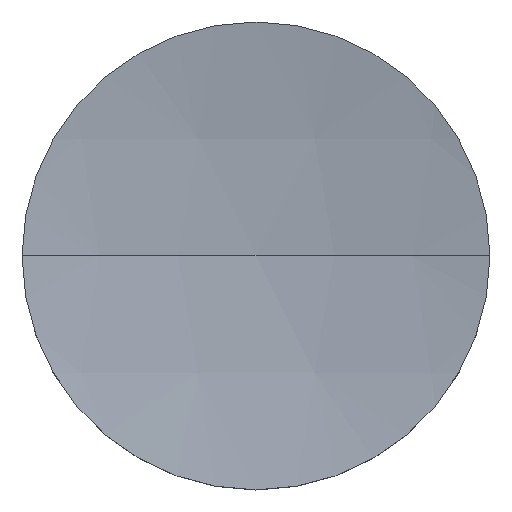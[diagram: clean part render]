
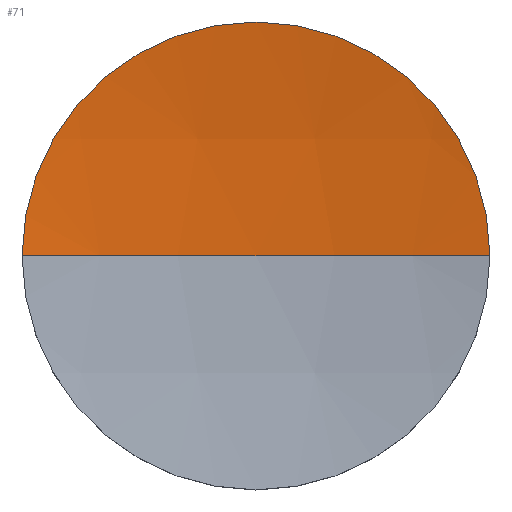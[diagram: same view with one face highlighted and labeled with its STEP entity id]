
A CAD part, top view. The second image highlights one B-rep face of the part: STEP entity #71.
In plain terms, the highlighted spherical face has radius 150 mm.
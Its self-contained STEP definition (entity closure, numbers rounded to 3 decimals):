
#3 = CIRCLE ( 'NONE', #115, 150. ) ;
#6 = VERTEX_POINT ( 'NONE', #28 ) ;
#12 = CIRCLE ( 'NONE', #77, 150. ) ;
#20 = CIRCLE ( 'NONE', #149, 25.4 ) ;
#24 = ORIENTED_EDGE ( 'NONE', *, *, #159, .T. ) ;
#28 = CARTESIAN_POINT ( 'NONE',  ( 25.4, 0., 10. ) ) ;
#30 = CARTESIAN_POINT ( 'NONE',  ( 0., 0., 10. ) ) ;
#32 = EDGE_CURVE ( 'NONE', #6, #78, #3, .T. ) ;
#44 = DIRECTION ( 'NONE',  ( 1., 0., 0. ) ) ;
#61 = CARTESIAN_POINT ( 'NONE',  ( 0., 0., 157.834 ) ) ;
#62 = DIRECTION ( 'NONE',  ( 1., 0., 0. ) ) ;
#71 = ADVANCED_FACE ( 'NONE', ( #75 ), #154, .F. ) ;
#75 = FACE_OUTER_BOUND ( 'NONE', #171, .T. ) ;
#77 = AXIS2_PLACEMENT_3D ( 'NONE', #187, #182, #62 ) ;
#78 = VERTEX_POINT ( 'NONE', #109 ) ;
#89 = CARTESIAN_POINT ( 'NONE',  ( -25.4, 0., 10. ) ) ;
#90 = CARTESIAN_POINT ( 'NONE',  ( 0., 0., 157.834 ) ) ;
#92 = DIRECTION ( 'NONE',  ( 1., 0., 0. ) ) ;
#99 = DIRECTION ( 'NONE',  ( 0., 1., 0. ) ) ;
#107 = VERTEX_POINT ( 'NONE', #89 ) ;
#109 = CARTESIAN_POINT ( 'NONE',  ( 0., 0., 7.834 ) ) ;
#115 = AXIS2_PLACEMENT_3D ( 'NONE', #90, #99, #127 ) ;
#123 = DIRECTION ( 'NONE',  ( 0., -1., 0. ) ) ;
#127 = DIRECTION ( 'NONE',  ( 0., 0., 1. ) ) ;
#149 = AXIS2_PLACEMENT_3D ( 'NONE', #30, #184, #92 ) ;
#154 = SPHERICAL_SURFACE ( 'NONE', #199, 150. ) ;
#159 = EDGE_CURVE ( 'NONE', #107, #78, #12, .T. ) ;
#171 = EDGE_LOOP ( 'NONE', ( #185, #24, #173 ) ) ;
#173 = ORIENTED_EDGE ( 'NONE', *, *, #32, .F. ) ;
#182 = DIRECTION ( 'NONE',  ( 0., -1., 0. ) ) ;
#184 = DIRECTION ( 'NONE',  ( 0., 0., -1. ) ) ;
#185 = ORIENTED_EDGE ( 'NONE', *, *, #190, .F. ) ;
#187 = CARTESIAN_POINT ( 'NONE',  ( 0., 0., 157.834 ) ) ;
#190 = EDGE_CURVE ( 'NONE', #107, #6, #20, .T. ) ;
#199 = AXIS2_PLACEMENT_3D ( 'NONE', #61, #123, #44 ) ;
